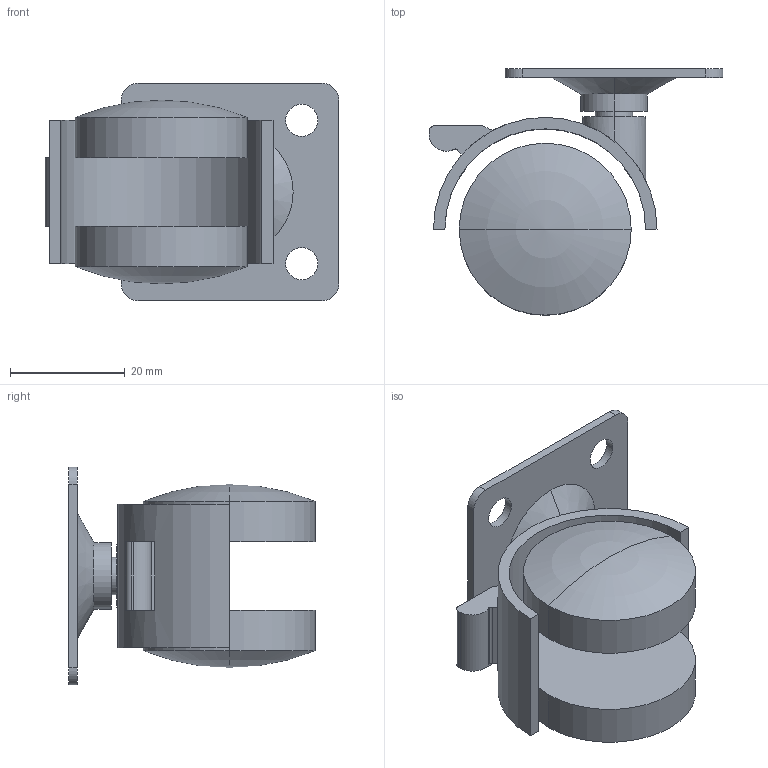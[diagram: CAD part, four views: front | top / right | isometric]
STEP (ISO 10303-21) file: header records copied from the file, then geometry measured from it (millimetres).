
FILE_DESCRIPTION (( 'STEP AP214' ), '1' );
FILE_NAME ('F000841_3D.step', '2022-11-21T18:07:09', ( '' ), ( '' ), 'SwSTEP 2.0', 'SolidWorks 2020', '' );
FILE_SCHEMA (( 'AUTOMOTIVE_DESIGN' ));
Length unit declared in the file: millimetre
Products named in the file (1): F000841_3D
Bounding box: 51.27 x 43 x 38 mm (x, y, z)
Volume: 18905.7 mm3; surface area: 11022.4 mm2
Topology: 4 solids, 4 shells, 59 faces, 135 edges, 88 vertices
Faces by surface type: cylinder 30, plane 23, torus 4, cone 2
Entity records: 2487 total; most frequent: CARTESIAN_POINT 357, DIRECTION 323, ORIENTED_EDGE 270, EDGE_CURVE 135, AXIS2_PLACEMENT_3D 130, VERTEX_POINT 88, EDGE_LOOP 71, CIRCLE 70
